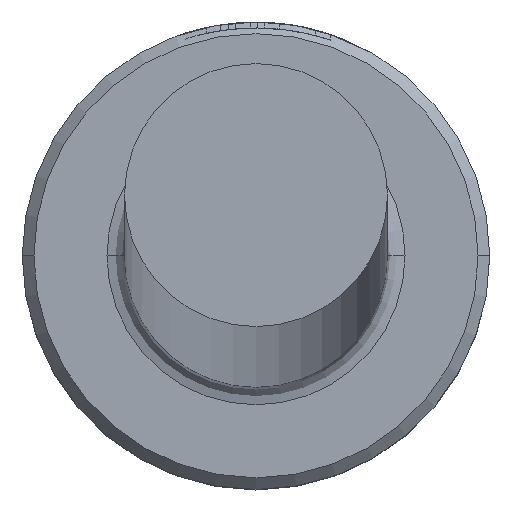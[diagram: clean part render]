
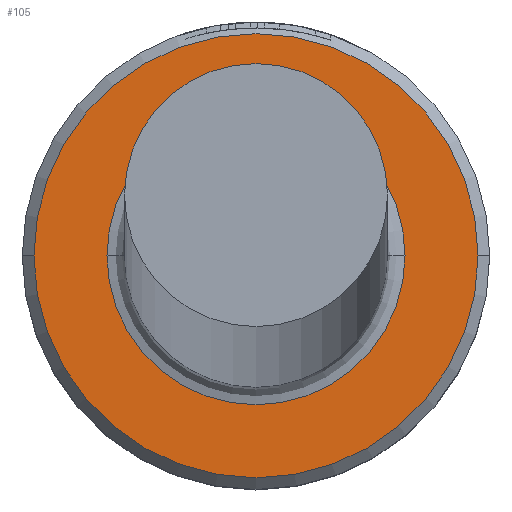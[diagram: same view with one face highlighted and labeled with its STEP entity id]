
A CAD part, top view. The second image highlights one B-rep face of the part: STEP entity #105.
In plain terms, the highlighted planar face has unit normal (0, 0, 1).
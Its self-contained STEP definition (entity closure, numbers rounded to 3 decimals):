
#4 = DIRECTION ( 'NONE',  ( 1., 0., 0. ) ) ;
#11 = DIRECTION ( 'NONE',  ( 0., 0., 1. ) ) ;
#16 = EDGE_CURVE ( 'NONE', #206, #714, #409, .T. ) ;
#62 = ORIENTED_EDGE ( 'NONE', *, *, #718, .T. ) ;
#74 = CIRCLE ( 'NONE', #383, 3.8 ) ;
#95 = CIRCLE ( 'NONE', #389, 2.55 ) ;
#105 = ADVANCED_FACE ( 'NONE', ( #1042, #825 ), #822, .T. ) ;
#108 = CARTESIAN_POINT ( 'NONE',  ( -3.8, 0., 5. ) ) ;
#115 = DIRECTION ( 'NONE',  ( 0., 0., -1. ) ) ;
#132 = DIRECTION ( 'NONE',  ( 0., 0., -1. ) ) ;
#172 = CARTESIAN_POINT ( 'NONE',  ( 2.55, 0., 5. ) ) ;
#190 = CARTESIAN_POINT ( 'NONE',  ( 0., 0., 5. ) ) ;
#202 = CARTESIAN_POINT ( 'NONE',  ( 0., 0., 5. ) ) ;
#206 = VERTEX_POINT ( 'NONE', #1099 ) ;
#250 = AXIS2_PLACEMENT_3D ( 'NONE', #668, #115, #754 ) ;
#272 = AXIS2_PLACEMENT_3D ( 'NONE', #190, #288, #911 ) ;
#288 = DIRECTION ( 'NONE',  ( 0., 0., 1. ) ) ;
#332 = EDGE_LOOP ( 'NONE', ( #62, #841 ) ) ;
#383 = AXIS2_PLACEMENT_3D ( 'NONE', #1002, #479, #1081 ) ;
#389 = AXIS2_PLACEMENT_3D ( 'NONE', #680, #132, #768 ) ;
#407 = VERTEX_POINT ( 'NONE', #1141 ) ;
#409 = CIRCLE ( 'NONE', #1107, 3.8 ) ;
#479 = DIRECTION ( 'NONE',  ( 0., 0., 1. ) ) ;
#490 = EDGE_CURVE ( 'NONE', #714, #206, #74, .T. ) ;
#586 = EDGE_LOOP ( 'NONE', ( #756, #851 ) ) ;
#595 = VERTEX_POINT ( 'NONE', #172 ) ;
#668 = CARTESIAN_POINT ( 'NONE',  ( 0., 0., 5. ) ) ;
#680 = CARTESIAN_POINT ( 'NONE',  ( 0., 0., 5. ) ) ;
#696 = EDGE_CURVE ( 'NONE', #595, #407, #1018, .T. ) ;
#714 = VERTEX_POINT ( 'NONE', #108 ) ;
#718 = EDGE_CURVE ( 'NONE', #407, #595, #95, .T. ) ;
#754 = DIRECTION ( 'NONE',  ( -1., 0., 0. ) ) ;
#756 = ORIENTED_EDGE ( 'NONE', *, *, #490, .T. ) ;
#768 = DIRECTION ( 'NONE',  ( -1., 0., 0. ) ) ;
#822 = PLANE ( 'NONE',  #272 ) ;
#825 = FACE_BOUND ( 'NONE', #332, .T. ) ;
#841 = ORIENTED_EDGE ( 'NONE', *, *, #696, .T. ) ;
#851 = ORIENTED_EDGE ( 'NONE', *, *, #16, .T. ) ;
#911 = DIRECTION ( 'NONE',  ( 1., 0., 0. ) ) ;
#1002 = CARTESIAN_POINT ( 'NONE',  ( 0., 0., 5. ) ) ;
#1018 = CIRCLE ( 'NONE', #250, 2.55 ) ;
#1042 = FACE_OUTER_BOUND ( 'NONE', #586, .T. ) ;
#1081 = DIRECTION ( 'NONE',  ( 1., 0., 0. ) ) ;
#1099 = CARTESIAN_POINT ( 'NONE',  ( 3.8, 0., 5. ) ) ;
#1107 = AXIS2_PLACEMENT_3D ( 'NONE', #202, #11, #4 ) ;
#1141 = CARTESIAN_POINT ( 'NONE',  ( -2.55, 0., 5. ) ) ;
